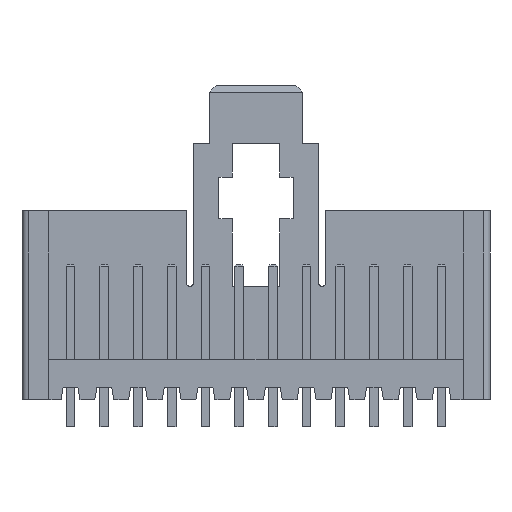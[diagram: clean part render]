
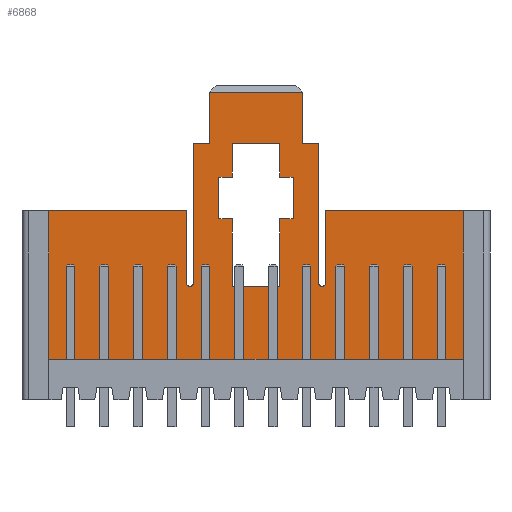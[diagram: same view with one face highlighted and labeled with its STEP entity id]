
A CAD part, front view. The second image highlights one B-rep face of the part: STEP entity #6868.
In plain terms, the highlighted planar face has unit normal (0, -1, 0).
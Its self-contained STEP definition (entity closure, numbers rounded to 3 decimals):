
#14=FACE_BOUND('',#712,.T.);
#273=CIRCLE('',#7262,0.25);
#275=CIRCLE('',#7266,0.25);
#330=FACE_OUTER_BOUND('',#711,.T.);
#711=EDGE_LOOP('',(#4587,#4588,#4589,#4590,#4591,#4592,#4593,#4594,#4595,
#4596,#4597,#4598,#4599,#4600,#4601,#4602,#4603,#4604,#4605,#4606,#4607,
#4608));
#712=EDGE_LOOP('',(#4609,#4610,#4611,#4612,#4613,#4614,#4615,#4616,#4617,
#4618,#4619,#4620));
#1140=LINE('',#9449,#2069);
#1145=LINE('',#9464,#2074);
#1148=LINE('',#9474,#2077);
#1149=LINE('',#9476,#2078);
#1150=LINE('',#9478,#2079);
#1151=LINE('',#9480,#2080);
#1152=LINE('',#9482,#2081);
#1153=LINE('',#9484,#2082);
#1154=LINE('',#9485,#2083);
#1155=LINE('',#9487,#2084);
#1156=LINE('',#9489,#2085);
#1157=LINE('',#9491,#2086);
#1158=LINE('',#9493,#2087);
#1159=LINE('',#9495,#2088);
#1160=LINE('',#9497,#2089);
#1161=LINE('',#9499,#2090);
#1162=LINE('',#9501,#2091);
#1163=LINE('',#9503,#2092);
#1164=LINE('',#9505,#2093);
#1165=LINE('',#9506,#2094);
#1166=LINE('',#9509,#2095);
#1167=LINE('',#9511,#2096);
#1168=LINE('',#9513,#2097);
#1169=LINE('',#9515,#2098);
#1170=LINE('',#9517,#2099);
#1171=LINE('',#9519,#2100);
#1172=LINE('',#9521,#2101);
#1173=LINE('',#9523,#2102);
#1174=LINE('',#9525,#2103);
#1175=LINE('',#9527,#2104);
#1176=LINE('',#9529,#2105);
#1177=LINE('',#9530,#2106);
#2069=VECTOR('',#7682,10.);
#2074=VECTOR('',#7695,10.);
#2077=VECTOR('',#7706,10.);
#2078=VECTOR('',#7707,10.);
#2079=VECTOR('',#7708,10.);
#2080=VECTOR('',#7709,10.);
#2081=VECTOR('',#7710,10.);
#2082=VECTOR('',#7711,10.);
#2083=VECTOR('',#7712,10.);
#2084=VECTOR('',#7713,10.);
#2085=VECTOR('',#7714,10.);
#2086=VECTOR('',#7715,10.);
#2087=VECTOR('',#7716,10.);
#2088=VECTOR('',#7717,1.);
#2089=VECTOR('',#7718,1.);
#2090=VECTOR('',#7719,1.);
#2091=VECTOR('',#7720,10.);
#2092=VECTOR('',#7721,10.);
#2093=VECTOR('',#7722,10.);
#2094=VECTOR('',#7723,10.);
#2095=VECTOR('',#7724,10.);
#2096=VECTOR('',#7725,10.);
#2097=VECTOR('',#7726,10.);
#2098=VECTOR('',#7727,10.);
#2099=VECTOR('',#7728,10.);
#2100=VECTOR('',#7729,10.);
#2101=VECTOR('',#7730,10.);
#2102=VECTOR('',#7731,10.);
#2103=VECTOR('',#7732,10.);
#2104=VECTOR('',#7733,10.);
#2105=VECTOR('',#7734,10.);
#2106=VECTOR('',#7735,10.);
#2998=VERTEX_POINT('',#9446);
#2999=VERTEX_POINT('',#9448);
#3001=VERTEX_POINT('',#9454);
#3004=VERTEX_POINT('',#9461);
#3005=VERTEX_POINT('',#9463);
#3007=VERTEX_POINT('',#9469);
#3008=VERTEX_POINT('',#9473);
#3009=VERTEX_POINT('',#9475);
#3010=VERTEX_POINT('',#9477);
#3011=VERTEX_POINT('',#9479);
#3012=VERTEX_POINT('',#9481);
#3013=VERTEX_POINT('',#9483);
#3014=VERTEX_POINT('',#9486);
#3015=VERTEX_POINT('',#9488);
#3016=VERTEX_POINT('',#9490);
#3017=VERTEX_POINT('',#9492);
#3018=VERTEX_POINT('',#9494);
#3019=VERTEX_POINT('',#9496);
#3020=VERTEX_POINT('',#9498);
#3021=VERTEX_POINT('',#9500);
#3022=VERTEX_POINT('',#9502);
#3023=VERTEX_POINT('',#9504);
#3024=VERTEX_POINT('',#9507);
#3025=VERTEX_POINT('',#9508);
#3026=VERTEX_POINT('',#9510);
#3027=VERTEX_POINT('',#9512);
#3028=VERTEX_POINT('',#9514);
#3029=VERTEX_POINT('',#9516);
#3030=VERTEX_POINT('',#9518);
#3031=VERTEX_POINT('',#9520);
#3032=VERTEX_POINT('',#9522);
#3033=VERTEX_POINT('',#9524);
#3034=VERTEX_POINT('',#9526);
#3035=VERTEX_POINT('',#9528);
#3608=EDGE_CURVE('',#2999,#2998,#1140,.T.);
#3612=EDGE_CURVE('',#2998,#3001,#273,.T.);
#3615=EDGE_CURVE('',#3005,#3004,#1145,.T.);
#3618=EDGE_CURVE('',#3007,#3005,#275,.T.);
#3620=EDGE_CURVE('',#3001,#3008,#1148,.T.);
#3621=EDGE_CURVE('',#3008,#3009,#1149,.T.);
#3622=EDGE_CURVE('',#3009,#3010,#1150,.T.);
#3623=EDGE_CURVE('',#3011,#3010,#1151,.T.);
#3624=EDGE_CURVE('',#3011,#3012,#1152,.T.);
#3625=EDGE_CURVE('',#3012,#3013,#1153,.T.);
#3626=EDGE_CURVE('',#3013,#3007,#1154,.T.);
#3627=EDGE_CURVE('',#3014,#3004,#1155,.T.);
#3628=EDGE_CURVE('',#3015,#3014,#1156,.T.);
#3629=EDGE_CURVE('',#3015,#3016,#1157,.T.);
#3630=EDGE_CURVE('',#3017,#3016,#1158,.T.);
#3631=EDGE_CURVE('',#3017,#3018,#1159,.T.);
#3632=EDGE_CURVE('',#3019,#3018,#1160,.T.);
#3633=EDGE_CURVE('',#3020,#3019,#1161,.T.);
#3634=EDGE_CURVE('',#3021,#3020,#1162,.T.);
#3635=EDGE_CURVE('',#3021,#3022,#1163,.T.);
#3636=EDGE_CURVE('',#3023,#3022,#1164,.T.);
#3637=EDGE_CURVE('',#3023,#2999,#1165,.T.);
#3638=EDGE_CURVE('',#3024,#3025,#1166,.T.);
#3639=EDGE_CURVE('',#3025,#3026,#1167,.T.);
#3640=EDGE_CURVE('',#3026,#3027,#1168,.T.);
#3641=EDGE_CURVE('',#3027,#3028,#1169,.T.);
#3642=EDGE_CURVE('',#3028,#3029,#1170,.T.);
#3643=EDGE_CURVE('',#3029,#3030,#1171,.T.);
#3644=EDGE_CURVE('',#3030,#3031,#1172,.T.);
#3645=EDGE_CURVE('',#3031,#3032,#1173,.T.);
#3646=EDGE_CURVE('',#3032,#3033,#1174,.T.);
#3647=EDGE_CURVE('',#3033,#3034,#1175,.T.);
#3648=EDGE_CURVE('',#3034,#3035,#1176,.T.);
#3649=EDGE_CURVE('',#3035,#3024,#1177,.T.);
#4587=ORIENTED_EDGE('',*,*,#3608,.T.);
#4588=ORIENTED_EDGE('',*,*,#3612,.T.);
#4589=ORIENTED_EDGE('',*,*,#3620,.T.);
#4590=ORIENTED_EDGE('',*,*,#3621,.T.);
#4591=ORIENTED_EDGE('',*,*,#3622,.T.);
#4592=ORIENTED_EDGE('',*,*,#3623,.F.);
#4593=ORIENTED_EDGE('',*,*,#3624,.T.);
#4594=ORIENTED_EDGE('',*,*,#3625,.T.);
#4595=ORIENTED_EDGE('',*,*,#3626,.T.);
#4596=ORIENTED_EDGE('',*,*,#3618,.T.);
#4597=ORIENTED_EDGE('',*,*,#3615,.T.);
#4598=ORIENTED_EDGE('',*,*,#3627,.F.);
#4599=ORIENTED_EDGE('',*,*,#3628,.F.);
#4600=ORIENTED_EDGE('',*,*,#3629,.T.);
#4601=ORIENTED_EDGE('',*,*,#3630,.F.);
#4602=ORIENTED_EDGE('',*,*,#3631,.T.);
#4603=ORIENTED_EDGE('',*,*,#3632,.F.);
#4604=ORIENTED_EDGE('',*,*,#3633,.F.);
#4605=ORIENTED_EDGE('',*,*,#3634,.F.);
#4606=ORIENTED_EDGE('',*,*,#3635,.T.);
#4607=ORIENTED_EDGE('',*,*,#3636,.F.);
#4608=ORIENTED_EDGE('',*,*,#3637,.T.);
#4609=ORIENTED_EDGE('',*,*,#3638,.T.);
#4610=ORIENTED_EDGE('',*,*,#3639,.T.);
#4611=ORIENTED_EDGE('',*,*,#3640,.T.);
#4612=ORIENTED_EDGE('',*,*,#3641,.T.);
#4613=ORIENTED_EDGE('',*,*,#3642,.T.);
#4614=ORIENTED_EDGE('',*,*,#3643,.T.);
#4615=ORIENTED_EDGE('',*,*,#3644,.T.);
#4616=ORIENTED_EDGE('',*,*,#3645,.T.);
#4617=ORIENTED_EDGE('',*,*,#3646,.T.);
#4618=ORIENTED_EDGE('',*,*,#3647,.T.);
#4619=ORIENTED_EDGE('',*,*,#3648,.T.);
#4620=ORIENTED_EDGE('',*,*,#3649,.T.);
#6503=PLANE('',#7267);
#6868=ADVANCED_FACE('',(#330,#14),#6503,.F.);
#7262=AXIS2_PLACEMENT_3D('',#9456,#7689,#7690);
#7266=AXIS2_PLACEMENT_3D('',#9470,#7701,#7702);
#7267=AXIS2_PLACEMENT_3D('',#9472,#7704,#7705);
#7682=DIRECTION('',(0.,0.,-1.));
#7689=DIRECTION('center_axis',(0.,1.,0.));
#7690=DIRECTION('ref_axis',(-1.,0.,0.));
#7695=DIRECTION('',(0.,0.,1.));
#7701=DIRECTION('center_axis',(0.,1.,0.));
#7702=DIRECTION('ref_axis',(-1.,0.,0.));
#7704=DIRECTION('center_axis',(0.,1.,0.));
#7705=DIRECTION('ref_axis',(-1.,0.,0.));
#7706=DIRECTION('',(0.,0.,1.));
#7707=DIRECTION('',(-1.,0.,0.));
#7708=DIRECTION('',(0.,0.,1.));
#7709=DIRECTION('',(1.,0.,0.));
#7710=DIRECTION('',(0.,0.,-1.));
#7711=DIRECTION('',(-1.,0.,0.));
#7712=DIRECTION('',(0.,0.,-1.));
#7713=DIRECTION('',(1.,0.,0.));
#7714=DIRECTION('',(0.,0.,1.));
#7715=DIRECTION('',(1.,0.,0.));
#7716=DIRECTION('',(-0.707,0.,0.707));
#7717=DIRECTION('',(0.,0.,-1.));
#7718=DIRECTION('',(-1.,0.,0.));
#7719=DIRECTION('',(0.,0.,-1.));
#7720=DIRECTION('',(-0.707,0.,-0.707));
#7721=DIRECTION('',(1.,0.,0.));
#7722=DIRECTION('',(0.,0.,-1.));
#7723=DIRECTION('',(-1.,0.,0.));
#7724=DIRECTION('',(0.,0.,1.));
#7725=DIRECTION('',(1.,0.,0.));
#7726=DIRECTION('',(0.,0.,-1.));
#7727=DIRECTION('',(1.,0.,0.));
#7728=DIRECTION('',(0.,0.,-1.));
#7729=DIRECTION('',(-1.,0.,0.));
#7730=DIRECTION('',(0.,0.,-1.));
#7731=DIRECTION('',(-1.,0.,0.));
#7732=DIRECTION('',(0.,0.,1.));
#7733=DIRECTION('',(-1.,0.,0.));
#7734=DIRECTION('',(0.,0.,1.));
#7735=DIRECTION('',(1.,0.,0.));
#9446=CARTESIAN_POINT('',(8.9,-1.,8.65));
#9448=CARTESIAN_POINT('',(8.9,-1.,14.));
#9449=CARTESIAN_POINT('',(8.9,-1.,14.));
#9454=CARTESIAN_POINT('',(8.4,-1.,8.65));
#9456=CARTESIAN_POINT('Origin',(8.65,-1.,8.65));
#9461=CARTESIAN_POINT('',(-1.4,-1.,14.));
#9463=CARTESIAN_POINT('',(-1.4,-1.,8.65));
#9464=CARTESIAN_POINT('',(-1.4,-1.,11.325));
#9469=CARTESIAN_POINT('',(-0.9,-1.,8.65));
#9470=CARTESIAN_POINT('Origin',(-1.15,-1.,8.65));
#9472=CARTESIAN_POINT('Origin',(-2.2,-1.,14.));
#9473=CARTESIAN_POINT('',(8.4,-1.,19.));
#9474=CARTESIAN_POINT('',(8.4,-1.,14.));
#9475=CARTESIAN_POINT('',(7.2,-1.,19.));
#9476=CARTESIAN_POINT('',(3.1,-1.,19.));
#9477=CARTESIAN_POINT('',(7.2,-1.,22.8));
#9478=CARTESIAN_POINT('',(7.2,-1.,16.5));
#9479=CARTESIAN_POINT('',(0.3,-1.,22.8));
#9480=CARTESIAN_POINT('',(15.9,-1.,22.8));
#9481=CARTESIAN_POINT('',(0.3,-1.,19.));
#9482=CARTESIAN_POINT('',(0.3,-1.,18.4));
#9483=CARTESIAN_POINT('',(-0.9,-1.,19.));
#9484=CARTESIAN_POINT('',(-0.95,-1.,19.));
#9485=CARTESIAN_POINT('',(-0.9,-1.,16.5));
#9486=CARTESIAN_POINT('',(-13.6,-1.,14.));
#9487=CARTESIAN_POINT('',(-13.6,-1.,14.));
#9488=CARTESIAN_POINT('',(-13.6,-1.,13.999));
#9489=CARTESIAN_POINT('',(-13.6,-1.,7.));
#9490=CARTESIAN_POINT('',(-13.499,-1.,13.999));
#9491=CARTESIAN_POINT('',(-13.6,-1.,13.999));
#9492=CARTESIAN_POINT('',(-12.8,-1.,13.3));
#9493=CARTESIAN_POINT('',(-12.875,-1.,13.375));
#9494=CARTESIAN_POINT('',(-12.8,-1.,3.));
#9495=CARTESIAN_POINT('',(-12.8,-1.,14.));
#9496=CARTESIAN_POINT('',(20.3,-1.,3.));
#9497=CARTESIAN_POINT('',(20.3,-1.,3.));
#9498=CARTESIAN_POINT('',(20.3,-1.,13.3));
#9499=CARTESIAN_POINT('',(20.3,-1.,14.));
#9500=CARTESIAN_POINT('',(20.999,-1.,13.999));
#9501=CARTESIAN_POINT('',(20.85,-1.,13.85));
#9502=CARTESIAN_POINT('',(21.1,-1.,13.999));
#9503=CARTESIAN_POINT('',(8.9,-1.,13.999));
#9504=CARTESIAN_POINT('',(21.1,-1.,14.));
#9505=CARTESIAN_POINT('',(21.1,-1.,7.));
#9506=CARTESIAN_POINT('',(8.5,-1.,14.));
#9507=CARTESIAN_POINT('',(2.,-1.,16.5));
#9508=CARTESIAN_POINT('',(2.,-1.,19.));
#9509=CARTESIAN_POINT('',(2.,-1.,15.25));
#9510=CARTESIAN_POINT('',(5.5,-1.,19.));
#9511=CARTESIAN_POINT('',(-0.1,-1.,19.));
#9512=CARTESIAN_POINT('',(5.5,-1.,16.5));
#9513=CARTESIAN_POINT('',(5.5,-1.,16.5));
#9514=CARTESIAN_POINT('',(6.5,-1.,16.5));
#9515=CARTESIAN_POINT('',(1.65,-1.,16.5));
#9516=CARTESIAN_POINT('',(6.5,-1.,13.4));
#9517=CARTESIAN_POINT('',(6.5,-1.,15.25));
#9518=CARTESIAN_POINT('',(5.5,-1.,13.4));
#9519=CARTESIAN_POINT('',(2.15,-1.,13.4));
#9520=CARTESIAN_POINT('',(5.5,-1.,8.4));
#9521=CARTESIAN_POINT('',(5.5,-1.,13.7));
#9522=CARTESIAN_POINT('',(2.,-1.,8.4));
#9523=CARTESIAN_POINT('',(1.65,-1.,8.4));
#9524=CARTESIAN_POINT('',(2.,-1.,13.4));
#9525=CARTESIAN_POINT('',(2.,-1.,11.2));
#9526=CARTESIAN_POINT('',(1.,-1.,13.4));
#9527=CARTESIAN_POINT('',(-0.1,-1.,13.4));
#9528=CARTESIAN_POINT('',(1.,-1.,16.5));
#9529=CARTESIAN_POINT('',(1.,-1.,13.7));
#9530=CARTESIAN_POINT('',(-0.6,-1.,16.5));
